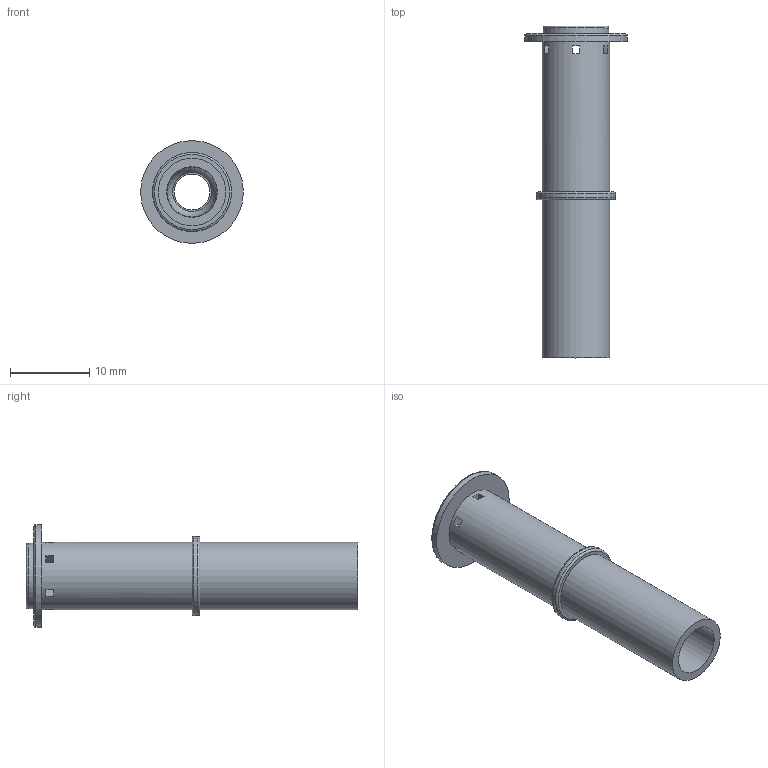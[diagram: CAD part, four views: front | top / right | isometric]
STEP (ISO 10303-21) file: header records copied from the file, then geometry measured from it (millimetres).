
FILE_DESCRIPTION(/* description */ (''),/* implementation_level */ '2;1');
FILE_NAME(/* name */ 'inner_chamber_v8.stp',/* time_stamp */ '2021-02-17T14:56:57-05:00',/* author */ ('wilson'),/* organization */ (''),/* preprocessor_version */ 'ST-DEVELOPER v17',/* originating_system */ 'Autodesk Inventor 2019',/* authorisation */ '');
FILE_SCHEMA (('AUTOMOTIVE_DESIGN { 1 0 10303 214 3 1 1 }'));
Length unit declared in the file: millimetre
Products named in the file (1): inner_chamber_v8
Bounding box: 13 x 42 x 13 mm (x, y, z)
Volume: 1198.3 mm3; surface area: 2245.5 mm2
Topology: 1 solids, 1 shells, 47 faces, 125 edges, 86 vertices
Faces by surface type: plane 32, cylinder 8, torus 5, sphere 2
Full cylindrical faces by diameter (mm): 4.5 x1, 6.35 x1, 6.4 x1, 8.35 x1, 8.55 x2, 10 x1, 13 x1
Entity records: 1579 total; most frequent: DIRECTION 290, CARTESIAN_POINT 259, ORIENTED_EDGE 250, EDGE_CURVE 125, AXIS2_PLACEMENT_3D 117, VERTEX_POINT 86, CIRCLE 69, EDGE_LOOP 67
